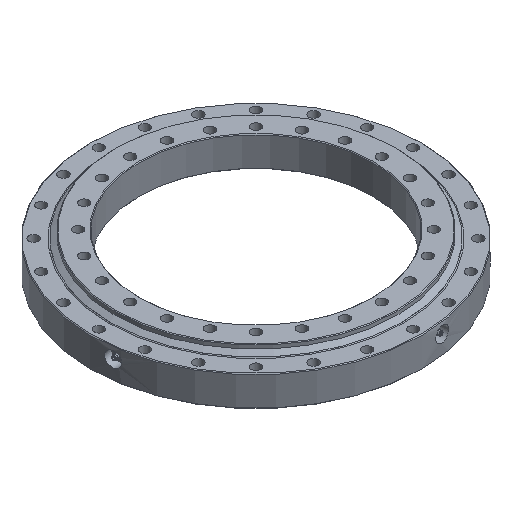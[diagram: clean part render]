
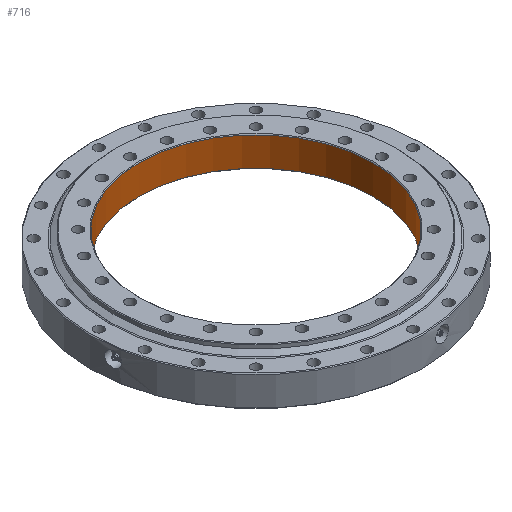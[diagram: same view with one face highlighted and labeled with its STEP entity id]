
A CAD part, isometric view. The second image highlights one B-rep face of the part: STEP entity #716.
In plain terms, the highlighted cylindrical face has radius 171 mm (diameter 342 mm), a full revolution.
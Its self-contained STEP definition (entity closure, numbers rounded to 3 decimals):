
#233 = CIRCLE ( 'NONE', #2575, 171. ) ;
#361 = AXIS2_PLACEMENT_3D ( 'NONE', #1054, #3994, #1468 ) ;
#534 = AXIS2_PLACEMENT_3D ( 'NONE', #765, #4436, #3631 ) ;
#716 = ADVANCED_FACE ( 'NONE', ( #2354, #3344 ), #4333, .F. ) ;
#765 = CARTESIAN_POINT ( 'NONE',  ( 0., 0., 0. ) ) ;
#1022 = VERTEX_POINT ( 'NONE', #3948 ) ;
#1054 = CARTESIAN_POINT ( 'NONE',  ( 0., 0., 27. ) ) ;
#1071 = CARTESIAN_POINT ( 'NONE',  ( 171., 0., -15.5 ) ) ;
#1356 = CARTESIAN_POINT ( 'NONE',  ( 0., 0., -15.5 ) ) ;
#1468 = DIRECTION ( 'NONE',  ( -1., 0., 0. ) ) ;
#1579 = CIRCLE ( 'NONE', #361, 171. ) ;
#1789 = DIRECTION ( 'NONE',  ( 1., 0., 0. ) ) ;
#2061 = EDGE_LOOP ( 'NONE', ( #3701 ) ) ;
#2354 = FACE_OUTER_BOUND ( 'NONE', #3054, .T. ) ;
#2575 = AXIS2_PLACEMENT_3D ( 'NONE', #1356, #4309, #1789 ) ;
#2596 = EDGE_CURVE ( 'NONE', #1022, #1022, #1579, .T. ) ;
#3054 = EDGE_LOOP ( 'NONE', ( #3660 ) ) ;
#3344 = FACE_OUTER_BOUND ( 'NONE', #2061, .T. ) ;
#3631 = DIRECTION ( 'NONE',  ( 1., 0., 0. ) ) ;
#3660 = ORIENTED_EDGE ( 'NONE', *, *, #2596, .T. ) ;
#3701 = ORIENTED_EDGE ( 'NONE', *, *, #4343, .T. ) ;
#3948 = CARTESIAN_POINT ( 'NONE',  ( -171., 0., 27. ) ) ;
#3994 = DIRECTION ( 'NONE',  ( 0., 0., 1. ) ) ;
#4051 = VERTEX_POINT ( 'NONE', #1071 ) ;
#4309 = DIRECTION ( 'NONE',  ( 0., 0., -1. ) ) ;
#4333 = CYLINDRICAL_SURFACE ( 'NONE', #534, 171. ) ;
#4343 = EDGE_CURVE ( 'NONE', #4051, #4051, #233, .T. ) ;
#4436 = DIRECTION ( 'NONE',  ( 0., 0., 1. ) ) ;
